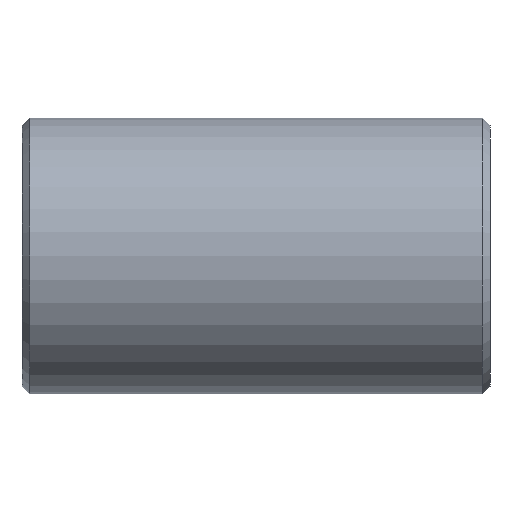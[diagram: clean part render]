
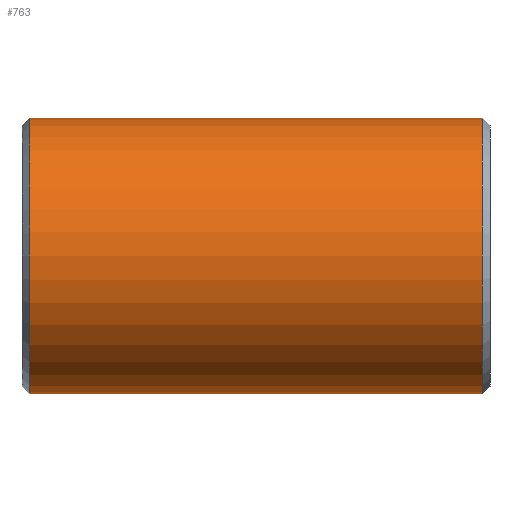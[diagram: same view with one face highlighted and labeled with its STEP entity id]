
A CAD part, front view. The second image highlights one B-rep face of the part: STEP entity #763.
In plain terms, the highlighted cylindrical face has radius 84.138 mm (diameter 168.275 mm), a partial arc.
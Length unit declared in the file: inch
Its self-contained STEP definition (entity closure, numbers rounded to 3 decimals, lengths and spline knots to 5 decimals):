
#6 = CIRCLE ( 'NONE', #536, 3.3125 ) ;
#15 = CARTESIAN_POINT ( 'NONE',  ( 5.43267, 0., 3.3125 ) ) ;
#19 = DIRECTION ( 'NONE',  ( -1., 0., 0. ) ) ;
#34 = AXIS2_PLACEMENT_3D ( 'NONE', #213, #456, #271 ) ;
#105 = VECTOR ( 'NONE', #19, 39.37008 ) ;
#133 = CARTESIAN_POINT ( 'NONE',  ( 5.62, 0., -3.3125 ) ) ;
#134 = CYLINDRICAL_SURFACE ( 'NONE', #738, 3.3125 ) ;
#173 = VERTEX_POINT ( 'NONE', #521 ) ;
#188 = VERTEX_POINT ( 'NONE', #698 ) ;
#198 = DIRECTION ( 'NONE',  ( -1., 0., 0. ) ) ;
#213 = CARTESIAN_POINT ( 'NONE',  ( 5.43267, 0., 0. ) ) ;
#223 = EDGE_CURVE ( 'NONE', #173, #534, #261, .T. ) ;
#225 = DIRECTION ( 'NONE',  ( 0., 0., 1. ) ) ;
#238 = CARTESIAN_POINT ( 'NONE',  ( -5.43267, 0., 0. ) ) ;
#261 = LINE ( 'NONE', #133, #276 ) ;
#271 = DIRECTION ( 'NONE',  ( 0., 0., -1. ) ) ;
#276 = VECTOR ( 'NONE', #198, 39.37008 ) ;
#284 = LINE ( 'NONE', #579, #105 ) ;
#324 = ORIENTED_EDGE ( 'NONE', *, *, #367, .T. ) ;
#340 = CIRCLE ( 'NONE', #34, 3.3125 ) ;
#364 = ORIENTED_EDGE ( 'NONE', *, *, #223, .F. ) ;
#367 = EDGE_CURVE ( 'NONE', #480, #188, #284, .T. ) ;
#372 = DIRECTION ( 'NONE',  ( 0., 0., 1. ) ) ;
#379 = FACE_OUTER_BOUND ( 'NONE', #388, .T. ) ;
#388 = EDGE_LOOP ( 'NONE', ( #364, #756, #324, #555 ) ) ;
#456 = DIRECTION ( 'NONE',  ( -1., 0., 0. ) ) ;
#480 = VERTEX_POINT ( 'NONE', #15 ) ;
#516 = EDGE_CURVE ( 'NONE', #173, #480, #340, .T. ) ;
#520 = CARTESIAN_POINT ( 'NONE',  ( -5.43267, 0., -3.3125 ) ) ;
#521 = CARTESIAN_POINT ( 'NONE',  ( 5.43267, 0., -3.3125 ) ) ;
#534 = VERTEX_POINT ( 'NONE', #520 ) ;
#536 = AXIS2_PLACEMENT_3D ( 'NONE', #238, #725, #225 ) ;
#555 = ORIENTED_EDGE ( 'NONE', *, *, #624, .T. ) ;
#579 = CARTESIAN_POINT ( 'NONE',  ( 5.62, 0., 3.3125 ) ) ;
#624 = EDGE_CURVE ( 'NONE', #188, #534, #6, .T. ) ;
#627 = CARTESIAN_POINT ( 'NONE',  ( 5.62, 0., 0. ) ) ;
#630 = DIRECTION ( 'NONE',  ( -1., 0., 0. ) ) ;
#698 = CARTESIAN_POINT ( 'NONE',  ( -5.43267, 0., 3.3125 ) ) ;
#725 = DIRECTION ( 'NONE',  ( 1., 0., 0. ) ) ;
#738 = AXIS2_PLACEMENT_3D ( 'NONE', #627, #630, #372 ) ;
#756 = ORIENTED_EDGE ( 'NONE', *, *, #516, .T. ) ;
#763 = ADVANCED_FACE ( 'NONE', ( #379 ), #134, .T. ) ;
